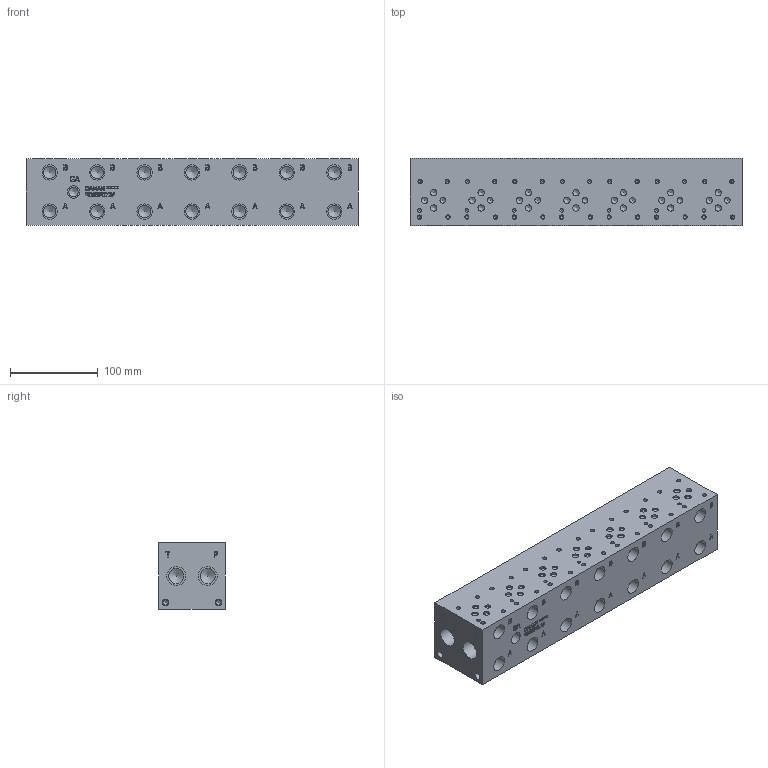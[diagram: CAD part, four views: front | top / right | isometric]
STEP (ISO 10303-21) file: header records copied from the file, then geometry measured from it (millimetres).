
FILE_DESCRIPTION(/* description */ (''),/* implementation_level */ '2;1');
FILE_NAME(/* name */ '_D03P072P.stp',/* time_stamp */ '2022-10-14T12:16:04-04:00',/* author */ ('mikeh'),/* organization */ (''),/* preprocessor_version */ 'ST-DEVELOPER v18',/* originating_system */ 'Autodesk Inventor 2020',/* authorisation */ '');
FILE_SCHEMA (('AUTOMOTIVE_DESIGN { 1 0 10303 214 3 1 1 }'));
Length unit declared in the file: millimetre
Products named in the file (1): Part_AD03P072P_3D
Bounding box: 377.82 x 76.2 x 76.2 mm (x, y, z)
Volume: 2108682.4 mm3; surface area: 153201.3 mm2
Topology: 1 solids, 1 shells, 945 faces, 2603 edges, 1781 vertices
Faces by surface type: plane 508, bspline 214, cylinder 137, cone 86
Full cylindrical faces by diameter (mm): 3.785 x28, 3.962 x7, 4.826 x28, 6.35 x7, 6.528 x4, 7.137 x21, 7.925 x4, 10.719 x1, 13.868 x1, 14.3 x14, 17.297 x14, 17.475 x4, 21.59 x4
Entity records: 31621 total; most frequent: CARTESIAN_POINT 8026, ORIENTED_EDGE 5034, DIRECTION 4050, EDGE_CURVE 2517, VERTEX_POINT 1781, LINE 1592, VECTOR 1592, AXIS2_PLACEMENT_3D 1229
